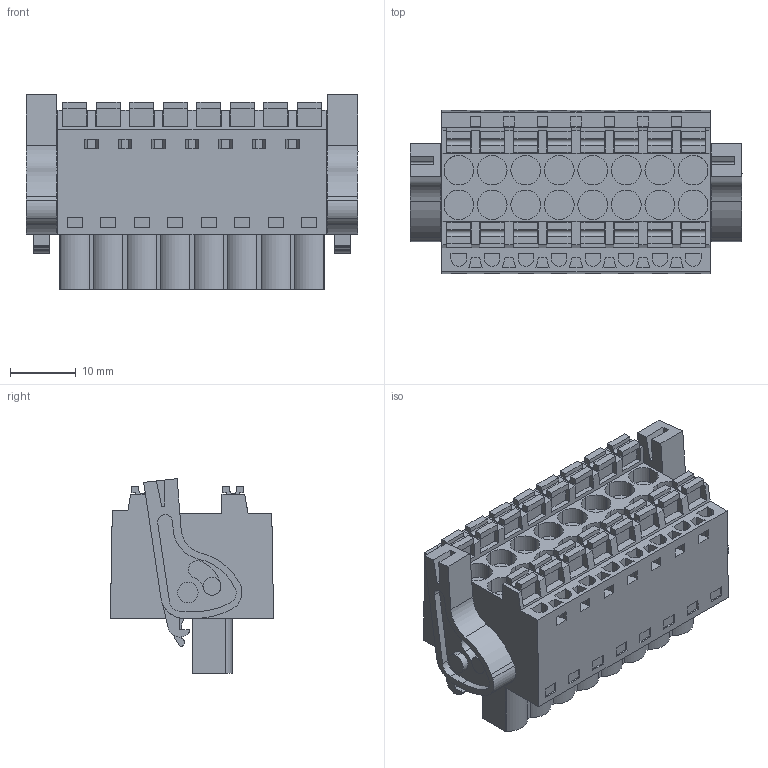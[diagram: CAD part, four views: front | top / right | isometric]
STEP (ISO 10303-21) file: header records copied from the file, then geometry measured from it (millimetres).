
FILE_DESCRIPTION(('CATIA V5 STEP Exchange','CAx-IF Rec.Pracs.--- Model Styling and Organization---1.2---2011-12-15'),'2;1');
FILE_NAME ('D1446236_0_1001070000_1001070000.stp','2017-09-09T12:36:05+00:00',('none'),('Weidmueller'),'CATIA Version 5-6 Release 2014','CATIA V5 STEP AP214','none');
FILE_SCHEMA(('AUTOMOTIVE_DESIGN { 1 0 10303 214 1 1 1 1 }'));
Length unit declared in the file: millimetre
Products named in the file (1): 1001070000
Bounding box: 50.34 x 24.75 x 29.52 mm (x, y, z)
Volume: 18301.7 mm3; surface area: 9738.6 mm2
Topology: 19 solids, 19 shells, 969 faces, 2692 edges, 1836 vertices
Faces by surface type: plane 785, cylinder 174, extrusion 10
Entity records: 28243 total; most frequent: ORIENTED_EDGE 5384, CARTESIAN_POINT 5202, DIRECTION 3599, EDGE_CURVE 2692, VECTOR 2317, LINE 2307, VERTEX_POINT 1836, EDGE_LOOP 1080
